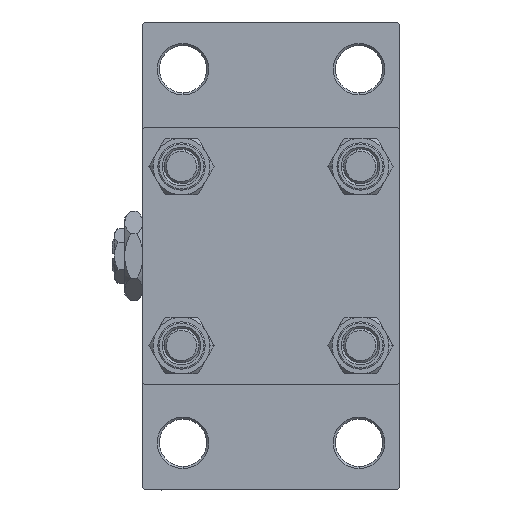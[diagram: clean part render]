
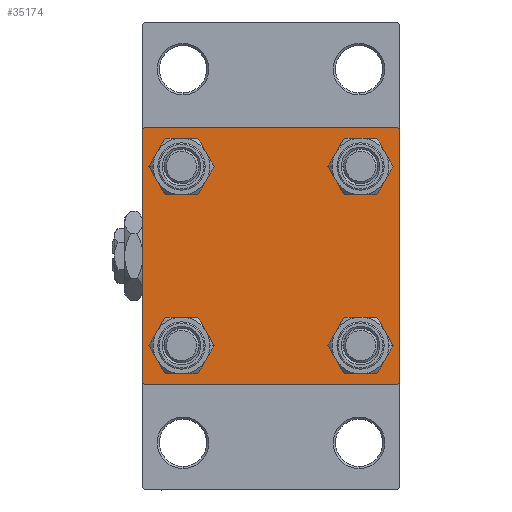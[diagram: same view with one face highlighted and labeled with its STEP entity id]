
A CAD part, left-side view. The second image highlights one B-rep face of the part: STEP entity #35174.
In plain terms, the highlighted planar face has unit normal (-1, 0, 0).
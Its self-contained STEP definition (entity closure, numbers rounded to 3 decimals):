
#334 = FACE_OUTER_BOUND ( 'NONE', #24155, .T. ) ;
#726 = VERTEX_POINT ( 'NONE', #27224 ) ;
#846 = DIRECTION ( 'NONE',  ( 0., 0., 1. ) ) ;
#2074 = EDGE_CURVE ( 'NONE', #41230, #28400, #4520, .T. ) ;
#2848 = DIRECTION ( 'NONE',  ( 0., 0., 1. ) ) ;
#3339 = EDGE_CURVE ( 'NONE', #28400, #41230, #6946, .T. ) ;
#3398 = AXIS2_PLACEMENT_3D ( 'NONE', #30026, #30275, #33803 ) ;
#4033 = VERTEX_POINT ( 'NONE', #35635 ) ;
#4300 = EDGE_CURVE ( 'NONE', #20302, #37183, #44378, .T. ) ;
#4520 = CIRCLE ( 'NONE', #27861, 4.5 ) ;
#4598 = DIRECTION ( 'NONE',  ( 0., 0., 1. ) ) ;
#4602 = EDGE_CURVE ( 'NONE', #37183, #28446, #42603, .T. ) ;
#4880 = VECTOR ( 'NONE', #31196, 1000. ) ;
#4894 = DIRECTION ( 'NONE',  ( 0., 0., 1. ) ) ;
#4946 = DIRECTION ( 'NONE',  ( 1., 0., 0. ) ) ;
#5589 = LINE ( 'NONE', #48082, #15192 ) ;
#6724 = VERTEX_POINT ( 'NONE', #18894 ) ;
#6896 = FACE_BOUND ( 'NONE', #46901, .T. ) ;
#6946 = CIRCLE ( 'NONE', #46320, 4.5 ) ;
#7318 = EDGE_CURVE ( 'NONE', #18917, #22157, #32838, .T. ) ;
#8049 = CARTESIAN_POINT ( 'NONE',  ( 0., 30., 30. ) ) ;
#9246 = VERTEX_POINT ( 'NONE', #30191 ) ;
#9609 = EDGE_CURVE ( 'NONE', #726, #48566, #49647, .T. ) ;
#10037 = VERTEX_POINT ( 'NONE', #13253 ) ;
#10586 = ORIENTED_EDGE ( 'NONE', *, *, #27637, .T. ) ;
#10633 = CARTESIAN_POINT ( 'NONE',  ( 0., 29.75, -29.75 ) ) ;
#11107 = LINE ( 'NONE', #16148, #37415 ) ;
#11756 = EDGE_CURVE ( 'NONE', #9246, #38760, #5589, .T. ) ;
#12915 = CARTESIAN_POINT ( 'NONE',  ( 0., -20.85, 20.85 ) ) ;
#13153 = ORIENTED_EDGE ( 'NONE', *, *, #11756, .T. ) ;
#13253 = CARTESIAN_POINT ( 'NONE',  ( 0., -29.5, -30. ) ) ;
#13430 = VECTOR ( 'NONE', #21484, 1000. ) ;
#13674 = VECTOR ( 'NONE', #29787, 1000. ) ;
#13854 = CARTESIAN_POINT ( 'NONE',  ( 0., -20.85, 16.35 ) ) ;
#14797 = CARTESIAN_POINT ( 'NONE',  ( 0., 29.5, 30. ) ) ;
#15192 = VECTOR ( 'NONE', #40795, 1000. ) ;
#15216 = FACE_BOUND ( 'NONE', #21987, .T. ) ;
#15604 = CARTESIAN_POINT ( 'NONE',  ( 0., 30., 29.5 ) ) ;
#16148 = CARTESIAN_POINT ( 'NONE',  ( 0., 30., -30. ) ) ;
#16429 = DIRECTION ( 'NONE',  ( 1., 0., 0. ) ) ;
#16669 = VECTOR ( 'NONE', #31783, 1000. ) ;
#17197 = DIRECTION ( 'NONE',  ( 1., 0., 0. ) ) ;
#17206 = AXIS2_PLACEMENT_3D ( 'NONE', #22012, #37348, #2848 ) ;
#17247 = CARTESIAN_POINT ( 'NONE',  ( 0., 20.85, 20.85 ) ) ;
#18480 = DIRECTION ( 'NONE',  ( 0., 0., 1. ) ) ;
#18894 = CARTESIAN_POINT ( 'NONE',  ( 0., -30., -29.5 ) ) ;
#18917 = VERTEX_POINT ( 'NONE', #13854 ) ;
#19169 = EDGE_CURVE ( 'NONE', #20302, #38760, #45270, .T. ) ;
#19895 = EDGE_CURVE ( 'NONE', #27834, #4033, #24072, .T. ) ;
#20007 = EDGE_CURVE ( 'NONE', #28446, #23119, #44601, .T. ) ;
#20302 = VERTEX_POINT ( 'NONE', #14797 ) ;
#20831 = ORIENTED_EDGE ( 'NONE', *, *, #3339, .T. ) ;
#21484 = DIRECTION ( 'NONE',  ( 0., 0.707, -0.707 ) ) ;
#21653 = EDGE_CURVE ( 'NONE', #10037, #6724, #46036, .T. ) ;
#21987 = EDGE_LOOP ( 'NONE', ( #44951, #32217 ) ) ;
#22012 = CARTESIAN_POINT ( 'NONE',  ( 0., 20.85, 20.85 ) ) ;
#22157 = VERTEX_POINT ( 'NONE', #29611 ) ;
#22266 = CARTESIAN_POINT ( 'NONE',  ( 0., 20.85, -20.85 ) ) ;
#22766 = DIRECTION ( 'NONE',  ( 1., 0., 0. ) ) ;
#22772 = ORIENTED_EDGE ( 'NONE', *, *, #4300, .T. ) ;
#23119 = VERTEX_POINT ( 'NONE', #28213 ) ;
#23596 = CARTESIAN_POINT ( 'NONE',  ( 0., -30., 30. ) ) ;
#23840 = DIRECTION ( 'NONE',  ( 0., 0., -1. ) ) ;
#24072 = CIRCLE ( 'NONE', #24110, 4.5 ) ;
#24110 = AXIS2_PLACEMENT_3D ( 'NONE', #47638, #17197, #4894 ) ;
#24155 = EDGE_LOOP ( 'NONE', ( #24180, #25598, #26341, #49548, #46960, #13153, #35045, #22772 ) ) ;
#24180 = ORIENTED_EDGE ( 'NONE', *, *, #4602, .T. ) ;
#24579 = DIRECTION ( 'NONE',  ( 0., 0., 1. ) ) ;
#24633 = CARTESIAN_POINT ( 'NONE',  ( 0., -20.85, -16.35 ) ) ;
#24989 = DIRECTION ( 'NONE',  ( 0., 0., 1. ) ) ;
#25100 = CARTESIAN_POINT ( 'NONE',  ( 0., -20.85, -20.85 ) ) ;
#25135 = CIRCLE ( 'NONE', #3398, 4.5 ) ;
#25598 = ORIENTED_EDGE ( 'NONE', *, *, #20007, .T. ) ;
#26038 = CARTESIAN_POINT ( 'NONE',  ( 0., -20.85, -20.85 ) ) ;
#26051 = CARTESIAN_POINT ( 'NONE',  ( 0., 20.85, 25.35 ) ) ;
#26341 = ORIENTED_EDGE ( 'NONE', *, *, #42079, .T. ) ;
#27224 = CARTESIAN_POINT ( 'NONE',  ( 0., 20.85, 16.35 ) ) ;
#27379 = LINE ( 'NONE', #23596, #38079 ) ;
#27637 = EDGE_CURVE ( 'NONE', #22157, #18917, #25135, .T. ) ;
#27834 = VERTEX_POINT ( 'NONE', #29235 ) ;
#27861 = AXIS2_PLACEMENT_3D ( 'NONE', #25100, #16429, #4598 ) ;
#28017 = ORIENTED_EDGE ( 'NONE', *, *, #2074, .T. ) ;
#28103 = VECTOR ( 'NONE', #40591, 1000. ) ;
#28213 = CARTESIAN_POINT ( 'NONE',  ( 0., 29.5, -30. ) ) ;
#28400 = VERTEX_POINT ( 'NONE', #24633 ) ;
#28446 = VERTEX_POINT ( 'NONE', #41189 ) ;
#29235 = CARTESIAN_POINT ( 'NONE',  ( 0., 20.85, -25.35 ) ) ;
#29611 = CARTESIAN_POINT ( 'NONE',  ( 0., -20.85, 25.35 ) ) ;
#29644 = AXIS2_PLACEMENT_3D ( 'NONE', #12915, #36779, #24989 ) ;
#29787 = DIRECTION ( 'NONE',  ( 0., -0.707, 0.707 ) ) ;
#29867 = ORIENTED_EDGE ( 'NONE', *, *, #7318, .T. ) ;
#30026 = CARTESIAN_POINT ( 'NONE',  ( 0., -20.85, 20.85 ) ) ;
#30191 = CARTESIAN_POINT ( 'NONE',  ( 0., -30., 29.5 ) ) ;
#30275 = DIRECTION ( 'NONE',  ( 1., 0., 0. ) ) ;
#30460 = EDGE_CURVE ( 'NONE', #9246, #6724, #27379, .T. ) ;
#30739 = DIRECTION ( 'NONE',  ( 0., -1., 0. ) ) ;
#31196 = DIRECTION ( 'NONE',  ( 0., -1., 0. ) ) ;
#31783 = DIRECTION ( 'NONE',  ( 0., 0., -1. ) ) ;
#32217 = ORIENTED_EDGE ( 'NONE', *, *, #9609, .T. ) ;
#32838 = CIRCLE ( 'NONE', #29644, 4.5 ) ;
#32847 = DIRECTION ( 'NONE',  ( 1., 0., 0. ) ) ;
#33803 = DIRECTION ( 'NONE',  ( 0., 0., 1. ) ) ;
#33816 = CARTESIAN_POINT ( 'NONE',  ( 0., -29.5, 30. ) ) ;
#34129 = CIRCLE ( 'NONE', #46976, 4.5 ) ;
#34411 = EDGE_CURVE ( 'NONE', #48566, #726, #45313, .T. ) ;
#34557 = CARTESIAN_POINT ( 'NONE',  ( 0., 30., 30. ) ) ;
#34837 = FACE_BOUND ( 'NONE', #41528, .T. ) ;
#35009 = EDGE_CURVE ( 'NONE', #4033, #27834, #34129, .T. ) ;
#35045 = ORIENTED_EDGE ( 'NONE', *, *, #19169, .F. ) ;
#35174 = ADVANCED_FACE ( 'NONE', ( #38620, #34837, #6896, #15216, #334 ), #46394, .T. ) ;
#35635 = CARTESIAN_POINT ( 'NONE',  ( 0., 20.85, -16.35 ) ) ;
#35694 = EDGE_LOOP ( 'NONE', ( #10586, #29867 ) ) ;
#36730 = ORIENTED_EDGE ( 'NONE', *, *, #35009, .T. ) ;
#36748 = ORIENTED_EDGE ( 'NONE', *, *, #19895, .T. ) ;
#36779 = DIRECTION ( 'NONE',  ( 1., 0., 0. ) ) ;
#36849 = DIRECTION ( 'NONE',  ( 0., 0., 1. ) ) ;
#37183 = VERTEX_POINT ( 'NONE', #15604 ) ;
#37348 = DIRECTION ( 'NONE',  ( 1., 0., 0. ) ) ;
#37415 = VECTOR ( 'NONE', #30739, 1000. ) ;
#38079 = VECTOR ( 'NONE', #23840, 1000. ) ;
#38620 = FACE_BOUND ( 'NONE', #35694, .T. ) ;
#38760 = VERTEX_POINT ( 'NONE', #33816 ) ;
#40591 = DIRECTION ( 'NONE',  ( 0., -0.707, -0.707 ) ) ;
#40795 = DIRECTION ( 'NONE',  ( 0., 0.707, 0.707 ) ) ;
#41189 = CARTESIAN_POINT ( 'NONE',  ( 0., 30., -29.5 ) ) ;
#41230 = VERTEX_POINT ( 'NONE', #46181 ) ;
#41528 = EDGE_LOOP ( 'NONE', ( #20831, #28017 ) ) ;
#42079 = EDGE_CURVE ( 'NONE', #23119, #10037, #11107, .T. ) ;
#42603 = LINE ( 'NONE', #34557, #16669 ) ;
#44023 = AXIS2_PLACEMENT_3D ( 'NONE', #17247, #4946, #24579 ) ;
#44378 = LINE ( 'NONE', #47416, #13430 ) ;
#44568 = AXIS2_PLACEMENT_3D ( 'NONE', #46888, #47135, #846 ) ;
#44601 = LINE ( 'NONE', #10633, #28103 ) ;
#44951 = ORIENTED_EDGE ( 'NONE', *, *, #34411, .T. ) ;
#45270 = LINE ( 'NONE', #8049, #4880 ) ;
#45313 = CIRCLE ( 'NONE', #17206, 4.5 ) ;
#46036 = LINE ( 'NONE', #48865, #13674 ) ;
#46181 = CARTESIAN_POINT ( 'NONE',  ( 0., -20.85, -25.35 ) ) ;
#46320 = AXIS2_PLACEMENT_3D ( 'NONE', #26038, #32847, #36849 ) ;
#46394 = PLANE ( 'NONE',  #44568 ) ;
#46888 = CARTESIAN_POINT ( 'NONE',  ( 0., 0., 0. ) ) ;
#46901 = EDGE_LOOP ( 'NONE', ( #36730, #36748 ) ) ;
#46960 = ORIENTED_EDGE ( 'NONE', *, *, #30460, .F. ) ;
#46976 = AXIS2_PLACEMENT_3D ( 'NONE', #22266, #22766, #18480 ) ;
#47135 = DIRECTION ( 'NONE',  ( -1., 0., 0. ) ) ;
#47416 = CARTESIAN_POINT ( 'NONE',  ( 0., 29.75, 29.75 ) ) ;
#47638 = CARTESIAN_POINT ( 'NONE',  ( 0., 20.85, -20.85 ) ) ;
#48082 = CARTESIAN_POINT ( 'NONE',  ( 0., -29.75, 29.75 ) ) ;
#48566 = VERTEX_POINT ( 'NONE', #26051 ) ;
#48865 = CARTESIAN_POINT ( 'NONE',  ( 0., -29.75, -29.75 ) ) ;
#49548 = ORIENTED_EDGE ( 'NONE', *, *, #21653, .T. ) ;
#49647 = CIRCLE ( 'NONE', #44023, 4.5 ) ;
